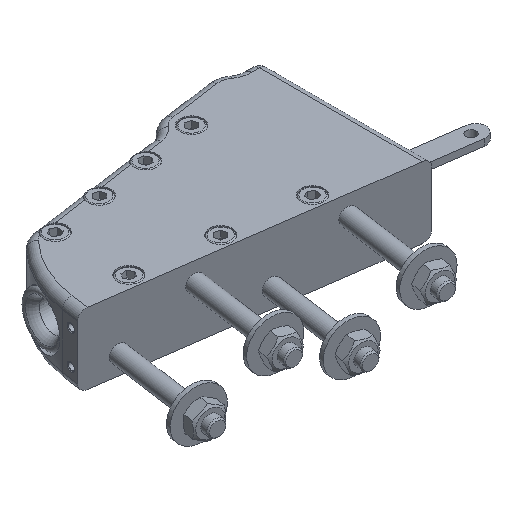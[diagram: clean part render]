
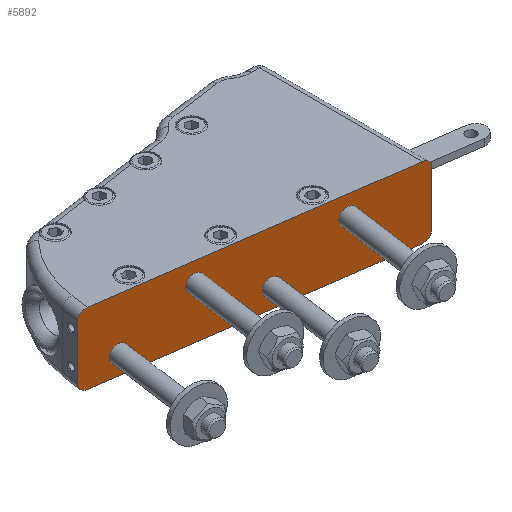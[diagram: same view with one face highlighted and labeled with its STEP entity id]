
A CAD part, isometric view. The second image highlights one B-rep face of the part: STEP entity #5892.
In plain terms, the highlighted planar face has unit normal (-0.139, -0.99, 0).
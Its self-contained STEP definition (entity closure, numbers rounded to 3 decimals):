
#248=FACE_BOUND('',#1294,.T.);
#249=FACE_BOUND('',#1295,.T.);
#250=FACE_BOUND('',#1296,.T.);
#251=FACE_BOUND('',#1297,.T.);
#335=CIRCLE('',#6286,5.);
#337=CIRCLE('',#6289,5.);
#375=CIRCLE('',#6349,5.);
#376=CIRCLE('',#6350,5.);
#377=CIRCLE('',#6351,5.);
#378=CIRCLE('',#6352,5.);
#379=CIRCLE('',#6353,5.);
#380=CIRCLE('',#6354,5.);
#381=CIRCLE('',#6355,5.);
#382=CIRCLE('',#6356,5.);
#706=PLANE('',#6346);
#916=FACE_OUTER_BOUND('',#1293,.T.);
#1293=EDGE_LOOP('',(#4145,#4146,#4147,#4148,#4149,#4150,#4151,#4152));
#1294=EDGE_LOOP('',(#4153,#4154));
#1295=EDGE_LOOP('',(#4155,#4156));
#1296=EDGE_LOOP('',(#4157,#4158));
#1297=EDGE_LOOP('',(#4159,#4160));
#1669=LINE('',#8785,#2049);
#1685=LINE('',#9415,#2065);
#1701=LINE('',#9683,#2081);
#1702=LINE('',#9687,#2082);
#2049=VECTOR('',#6987,10.);
#2065=VECTOR('',#7037,10.);
#2081=VECTOR('',#7207,10.);
#2082=VECTOR('',#7210,10.);
#2417=ELLIPSE('',#6347,5.049,5.);
#2418=ELLIPSE('',#6348,5.049,5.);
#2455=VERTEX_POINT('',#8782);
#2456=VERTEX_POINT('',#8784);
#2482=VERTEX_POINT('',#9412);
#2483=VERTEX_POINT('',#9414);
#2503=VERTEX_POINT('',#9484);
#2505=VERTEX_POINT('',#9490);
#2551=VERTEX_POINT('',#9684);
#2552=VERTEX_POINT('',#9686);
#2553=VERTEX_POINT('',#9689);
#2554=VERTEX_POINT('',#9690);
#2555=VERTEX_POINT('',#9693);
#2556=VERTEX_POINT('',#9694);
#2557=VERTEX_POINT('',#9697);
#2558=VERTEX_POINT('',#9698);
#2559=VERTEX_POINT('',#9701);
#2560=VERTEX_POINT('',#9702);
#3090=EDGE_CURVE('',#2456,#2455,#1669,.T.);
#3124=EDGE_CURVE('',#2483,#2482,#1685,.T.);
#3145=EDGE_CURVE('',#2455,#2503,#335,.T.);
#3148=EDGE_CURVE('',#2505,#2483,#337,.T.);
#3199=EDGE_CURVE('',#2505,#2503,#1701,.T.);
#3200=EDGE_CURVE('',#2482,#2551,#2417,.T.);
#3201=EDGE_CURVE('',#2551,#2552,#1702,.T.);
#3202=EDGE_CURVE('',#2552,#2456,#2418,.T.);
#3203=EDGE_CURVE('',#2553,#2554,#375,.T.);
#3204=EDGE_CURVE('',#2554,#2553,#376,.T.);
#3205=EDGE_CURVE('',#2555,#2556,#377,.T.);
#3206=EDGE_CURVE('',#2556,#2555,#378,.T.);
#3207=EDGE_CURVE('',#2557,#2558,#379,.T.);
#3208=EDGE_CURVE('',#2558,#2557,#380,.T.);
#3209=EDGE_CURVE('',#2559,#2560,#381,.T.);
#3210=EDGE_CURVE('',#2560,#2559,#382,.T.);
#4145=ORIENTED_EDGE('',*,*,#3090,.T.);
#4146=ORIENTED_EDGE('',*,*,#3145,.T.);
#4147=ORIENTED_EDGE('',*,*,#3199,.F.);
#4148=ORIENTED_EDGE('',*,*,#3148,.T.);
#4149=ORIENTED_EDGE('',*,*,#3124,.T.);
#4150=ORIENTED_EDGE('',*,*,#3200,.T.);
#4151=ORIENTED_EDGE('',*,*,#3201,.T.);
#4152=ORIENTED_EDGE('',*,*,#3202,.T.);
#4153=ORIENTED_EDGE('',*,*,#3203,.T.);
#4154=ORIENTED_EDGE('',*,*,#3204,.T.);
#4155=ORIENTED_EDGE('',*,*,#3205,.T.);
#4156=ORIENTED_EDGE('',*,*,#3206,.T.);
#4157=ORIENTED_EDGE('',*,*,#3207,.T.);
#4158=ORIENTED_EDGE('',*,*,#3208,.T.);
#4159=ORIENTED_EDGE('',*,*,#3209,.T.);
#4160=ORIENTED_EDGE('',*,*,#3210,.T.);
#5892=ADVANCED_FACE('',(#916,#248,#249,#250,#251),#706,.F.);
#6286=AXIS2_PLACEMENT_3D('',#9485,#7075,#7076);
#6289=AXIS2_PLACEMENT_3D('',#9491,#7082,#7083);
#6346=AXIS2_PLACEMENT_3D('',#9682,#7205,#7206);
#6347=AXIS2_PLACEMENT_3D('',#9685,#7208,#7209);
#6348=AXIS2_PLACEMENT_3D('',#9688,#7211,#7212);
#6349=AXIS2_PLACEMENT_3D('',#9691,#7213,#7214);
#6350=AXIS2_PLACEMENT_3D('',#9692,#7215,#7216);
#6351=AXIS2_PLACEMENT_3D('',#9695,#7217,#7218);
#6352=AXIS2_PLACEMENT_3D('',#9696,#7219,#7220);
#6353=AXIS2_PLACEMENT_3D('',#9699,#7221,#7222);
#6354=AXIS2_PLACEMENT_3D('',#9700,#7223,#7224);
#6355=AXIS2_PLACEMENT_3D('',#9703,#7225,#7226);
#6356=AXIS2_PLACEMENT_3D('',#9704,#7227,#7228);
#6987=DIRECTION('',(-0.99,0.139,0.));
#7037=DIRECTION('',(0.99,-0.139,0.));
#7075=DIRECTION('center_axis',(-0.139,-0.99,0.));
#7076=DIRECTION('ref_axis',(-0.7,0.098,0.707));
#7082=DIRECTION('center_axis',(-0.139,-0.99,0.));
#7083=DIRECTION('ref_axis',(-0.7,0.098,-0.707));
#7205=DIRECTION('center_axis',(0.139,0.99,0.));
#7206=DIRECTION('ref_axis',(-0.99,0.139,0.));
#7207=DIRECTION('',(0.,0.,1.));
#7208=DIRECTION('center_axis',(-0.139,-0.99,0.));
#7209=DIRECTION('ref_axis',(0.99,-0.139,0.));
#7210=DIRECTION('',(0.,0.,1.));
#7211=DIRECTION('center_axis',(-0.139,-0.99,0.));
#7212=DIRECTION('ref_axis',(0.99,-0.139,0.));
#7213=DIRECTION('center_axis',(0.139,0.99,0.));
#7214=DIRECTION('ref_axis',(0.,0.,-1.));
#7215=DIRECTION('center_axis',(0.139,0.99,0.));
#7216=DIRECTION('ref_axis',(0.,0.,-1.));
#7217=DIRECTION('center_axis',(0.139,0.99,0.));
#7218=DIRECTION('ref_axis',(0.,0.,-1.));
#7219=DIRECTION('center_axis',(0.139,0.99,0.));
#7220=DIRECTION('ref_axis',(0.,0.,-1.));
#7221=DIRECTION('center_axis',(0.139,0.99,0.));
#7222=DIRECTION('ref_axis',(0.,0.,
-1.));
#7223=DIRECTION('center_axis',(0.139,0.99,0.));
#7224=DIRECTION('ref_axis',(0.,0.,
-1.));
#7225=DIRECTION('center_axis',(0.139,0.99,0.));
#7226=DIRECTION('ref_axis',(0.,0.,
-1.));
#7227=DIRECTION('center_axis',(0.139,0.99,0.));
#7228=DIRECTION('ref_axis',(0.,0.,
-1.));
#8782=CARTESIAN_POINT('',(-16.34,-26.601,21.));
#8784=CARTESIAN_POINT('',(157.,-50.962,21.));
#8785=CARTESIAN_POINT('',(161.275,-51.563,21.));
#9412=CARTESIAN_POINT('',(157.,-50.962,-21.));
#9414=CARTESIAN_POINT('',(-16.34,-26.601,-21.));
#9415=CARTESIAN_POINT('',(161.275,-51.563,-21.));
#9484=CARTESIAN_POINT('',(-21.291,-25.905,16.));
#9485=CARTESIAN_POINT('Origin',(-16.34,-26.601,16.));
#9490=CARTESIAN_POINT('',(-21.291,-25.905,-16.));
#9491=CARTESIAN_POINT('Origin',(-16.34,-26.601,-16.));
#9682=CARTESIAN_POINT('Origin',(172.,-53.07,0.));
#9683=CARTESIAN_POINT('',(-21.291,-25.905,0.));
#9684=CARTESIAN_POINT('',(162.,-51.665,-16.));
#9685=CARTESIAN_POINT('Origin',(157.,-50.962,-16.));
#9686=CARTESIAN_POINT('',(162.,-51.665,16.));
#9687=CARTESIAN_POINT('',(162.,-51.665,0.));
#9688=CARTESIAN_POINT('Origin',(157.,-50.962,16.));
#9689=CARTESIAN_POINT('',(79.221,-40.031,-14.5));
#9690=CARTESIAN_POINT('',(83.021,-40.565,-12.705));
#9691=CARTESIAN_POINT('Origin',(79.221,-40.031,-9.5));
#9692=CARTESIAN_POINT('Origin',(79.221,-40.031,-9.5));
#9693=CARTESIAN_POINT('',(0.,-28.897,-14.5));
#9694=CARTESIAN_POINT('',(3.548,-29.396,-12.987));
#9695=CARTESIAN_POINT('Origin',(0.,-28.897,
-9.5));
#9696=CARTESIAN_POINT('Origin',(0.,-28.897,
-9.5));
#9697=CARTESIAN_POINT('',(39.61,-34.464,4.5));
#9698=CARTESIAN_POINT('',(39.994,-34.518,14.485));
#9699=CARTESIAN_POINT('Origin',(39.61,-34.464,9.5));
#9700=CARTESIAN_POINT('Origin',(39.61,-34.464,9.5));
#9701=CARTESIAN_POINT('',(118.832,-45.598,4.5));
#9702=CARTESIAN_POINT('',(123.013,-46.185,6.822));
#9703=CARTESIAN_POINT('Origin',(118.832,-45.598,9.5));
#9704=CARTESIAN_POINT('Origin',(118.832,-45.598,9.5));
